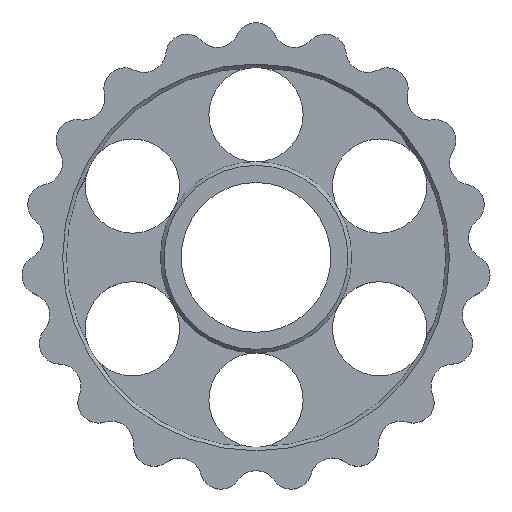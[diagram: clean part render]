
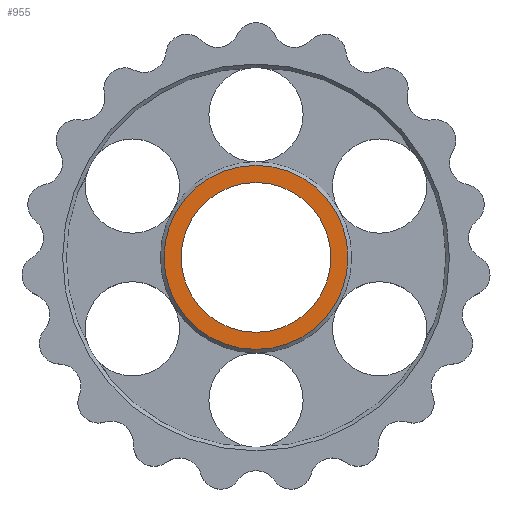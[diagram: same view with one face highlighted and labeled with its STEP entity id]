
A CAD part, top view. The second image highlights one B-rep face of the part: STEP entity #955.
In plain terms, the highlighted planar face has unit normal (0, 0, 1).
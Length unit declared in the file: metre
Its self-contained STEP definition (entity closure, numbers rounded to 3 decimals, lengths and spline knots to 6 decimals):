
#173=ORIENTED_EDGE('',*,*,#459,.F.);
#174=ORIENTED_EDGE('',*,*,#460,.T.);
#459=EDGE_CURVE('',#597,#597,#705,.T.);
#460=EDGE_CURVE('',#598,#598,#706,.T.);
#597=VERTEX_POINT('',#1611);
#598=VERTEX_POINT('',#1613);
#705=CIRCLE('',#1053,0.0105);
#706=CIRCLE('',#1054,0.012893);
#804=EDGE_LOOP('',(#173));
#805=EDGE_LOOP('',(#174));
#878=FACE_BOUND('',#804,.T.);
#879=FACE_BOUND('',#805,.T.);
#940=PLANE('',#1052);
#955=ADVANCED_FACE('',(#878,#879),#940,.T.);
#1052=AXIS2_PLACEMENT_3D('',#1609,#1259,#1260);
#1053=AXIS2_PLACEMENT_3D('',#1610,#1261,#1262);
#1054=AXIS2_PLACEMENT_3D('',#1612,#1263,#1264);
#1259=DIRECTION('',(0.,0.,1.));
#1260=DIRECTION('',(1.,0.,0.));
#1261=DIRECTION('',(0.,0.,1.));
#1262=DIRECTION('',(1.,0.,0.));
#1263=DIRECTION('',(0.,0.,1.));
#1264=DIRECTION('',(1.,0.,0.));
#1609=CARTESIAN_POINT('',(0.,-0.004044,0.004));
#1610=CARTESIAN_POINT('',(0.,-0.001607,0.004));
#1611=CARTESIAN_POINT('',(0.0105,-0.001607,0.004));
#1612=CARTESIAN_POINT('',(0.,-0.001607,0.004));
#1613=CARTESIAN_POINT('',(0.012893,-0.001607,0.004));
